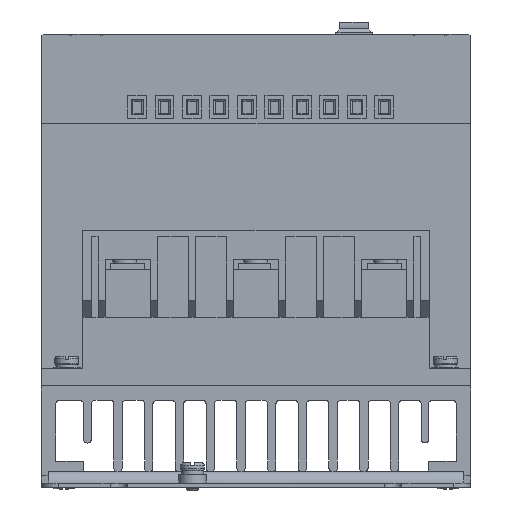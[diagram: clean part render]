
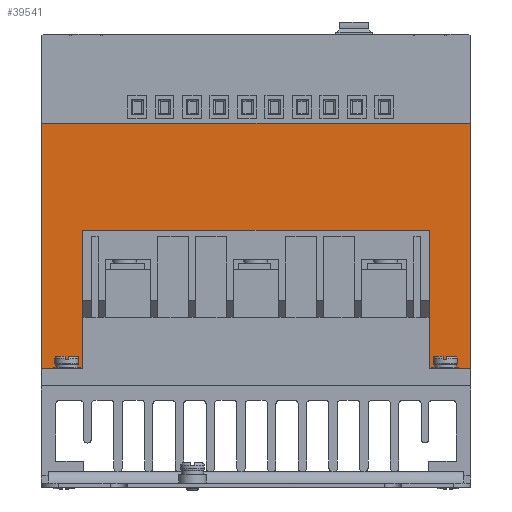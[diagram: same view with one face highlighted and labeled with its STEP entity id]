
A CAD part, front view. The second image highlights one B-rep face of the part: STEP entity #39541.
In plain terms, the highlighted planar face has unit normal (0, -1, 0).
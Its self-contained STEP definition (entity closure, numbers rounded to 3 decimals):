
#210 = VERTEX_POINT ( 'NONE', #25935 ) ;
#856 = EDGE_CURVE ( 'NONE', #16890, #6713, #15012, .T. ) ;
#1461 = VECTOR ( 'NONE', #25154, 1000. ) ;
#2648 = CARTESIAN_POINT ( 'NONE',  ( 12.1, 28.5, 132. ) ) ;
#3585 = DIRECTION ( 'NONE',  ( 0., 0., 1. ) ) ;
#4023 = CARTESIAN_POINT ( 'NONE',  ( 0.1, 28.5, 132. ) ) ;
#4529 = CARTESIAN_POINT ( 'NONE',  ( 112.9, 28.5, 74.9 ) ) ;
#4885 = DIRECTION ( 'NONE',  ( 0., 0., -1. ) ) ;
#4935 = VECTOR ( 'NONE', #44332, 1000. ) ;
#5987 = LINE ( 'NONE', #28869, #8833 ) ;
#6638 = CARTESIAN_POINT ( 'NONE',  ( 0.1, 28.5, 74.9 ) ) ;
#6713 = VERTEX_POINT ( 'NONE', #31893 ) ;
#6831 = ORIENTED_EDGE ( 'NONE', *, *, #31076, .T. ) ;
#6934 = PLANE ( 'NONE',  #37851 ) ;
#7100 = DIRECTION ( 'NONE',  ( 0., 0., 1. ) ) ;
#7459 = CARTESIAN_POINT ( 'NONE',  ( 12.1, 28.5, 34.5 ) ) ;
#8016 = DIRECTION ( 'NONE',  ( -1., 0., 0. ) ) ;
#8833 = VECTOR ( 'NONE', #25689, 1000. ) ;
#9143 = VERTEX_POINT ( 'NONE', #4529 ) ;
#11187 = CARTESIAN_POINT ( 'NONE',  ( 0.1, 28.5, 34.5 ) ) ;
#11249 = LINE ( 'NONE', #4023, #33305 ) ;
#12183 = VERTEX_POINT ( 'NONE', #23248 ) ;
#13503 = DIRECTION ( 'NONE',  ( 0., 0., -1. ) ) ;
#15012 = LINE ( 'NONE', #44995, #33707 ) ;
#16304 = EDGE_CURVE ( 'NONE', #39169, #210, #11249, .T. ) ;
#16890 = VERTEX_POINT ( 'NONE', #26696 ) ;
#17469 = ORIENTED_EDGE ( 'NONE', *, *, #37270, .F. ) ;
#18028 = CARTESIAN_POINT ( 'NONE',  ( 0.1, 28.5, 106. ) ) ;
#19488 = LINE ( 'NONE', #11187, #44367 ) ;
#19942 = LINE ( 'NONE', #39073, #35742 ) ;
#21091 = CARTESIAN_POINT ( 'NONE',  ( 112.9, 28.5, 34.5 ) ) ;
#22311 = CARTESIAN_POINT ( 'NONE',  ( 0.1, 28.5, 106. ) ) ;
#23248 = CARTESIAN_POINT ( 'NONE',  ( 12.1, 28.5, 74.9 ) ) ;
#23970 = ORIENTED_EDGE ( 'NONE', *, *, #856, .F. ) ;
#24781 = DIRECTION ( 'NONE',  ( 0., 1., 0. ) ) ;
#25154 = DIRECTION ( 'NONE',  ( 1., 0., 0. ) ) ;
#25440 = EDGE_CURVE ( 'NONE', #12183, #26931, #29577, .T. ) ;
#25689 = DIRECTION ( 'NONE',  ( 1., 0., 0. ) ) ;
#25703 = FACE_OUTER_BOUND ( 'NONE', #29110, .T. ) ;
#25935 = CARTESIAN_POINT ( 'NONE',  ( 0.1, 28.5, 34.5 ) ) ;
#26696 = CARTESIAN_POINT ( 'NONE',  ( 124.9, 28.5, 106. ) ) ;
#26931 = VERTEX_POINT ( 'NONE', #7459 ) ;
#28869 = CARTESIAN_POINT ( 'NONE',  ( 0.1, 28.5, 34.5 ) ) ;
#29110 = EDGE_LOOP ( 'NONE', ( #23970, #38206, #40815, #6831, #31605, #17469, #38668, #39186 ) ) ;
#29577 = LINE ( 'NONE', #2648, #32977 ) ;
#31076 = EDGE_CURVE ( 'NONE', #210, #26931, #5987, .T. ) ;
#31605 = ORIENTED_EDGE ( 'NONE', *, *, #25440, .F. ) ;
#31893 = CARTESIAN_POINT ( 'NONE',  ( 124.9, 28.5, 34.5 ) ) ;
#32977 = VECTOR ( 'NONE', #13503, 1000. ) ;
#33116 = EDGE_CURVE ( 'NONE', #37603, #9143, #19942, .T. ) ;
#33305 = VECTOR ( 'NONE', #36996, 1000. ) ;
#33707 = VECTOR ( 'NONE', #4885, 1000. ) ;
#35742 = VECTOR ( 'NONE', #3585, 1000. ) ;
#36444 = LINE ( 'NONE', #18028, #1461 ) ;
#36996 = DIRECTION ( 'NONE',  ( 0., 0., -1. ) ) ;
#37270 = EDGE_CURVE ( 'NONE', #9143, #12183, #43356, .T. ) ;
#37603 = VERTEX_POINT ( 'NONE', #21091 ) ;
#37851 = AXIS2_PLACEMENT_3D ( 'NONE', #42957, #24781, #7100 ) ;
#38206 = ORIENTED_EDGE ( 'NONE', *, *, #39071, .F. ) ;
#38668 = ORIENTED_EDGE ( 'NONE', *, *, #33116, .F. ) ;
#39071 = EDGE_CURVE ( 'NONE', #39169, #16890, #36444, .T. ) ;
#39073 = CARTESIAN_POINT ( 'NONE',  ( 112.9, 28.5, 132. ) ) ;
#39169 = VERTEX_POINT ( 'NONE', #22311 ) ;
#39186 = ORIENTED_EDGE ( 'NONE', *, *, #39775, .F. ) ;
#39541 = ADVANCED_FACE ( 'NONE', ( #25703 ), #6934, .F. ) ;
#39775 = EDGE_CURVE ( 'NONE', #6713, #37603, #19488, .T. ) ;
#40815 = ORIENTED_EDGE ( 'NONE', *, *, #16304, .T. ) ;
#42957 = CARTESIAN_POINT ( 'NONE',  ( 0.1, 28.5, 132. ) ) ;
#43356 = LINE ( 'NONE', #6638, #4935 ) ;
#44332 = DIRECTION ( 'NONE',  ( -1., 0., 0. ) ) ;
#44367 = VECTOR ( 'NONE', #8016, 1000. ) ;
#44995 = CARTESIAN_POINT ( 'NONE',  ( 124.9, 28.5, 132. ) ) ;
